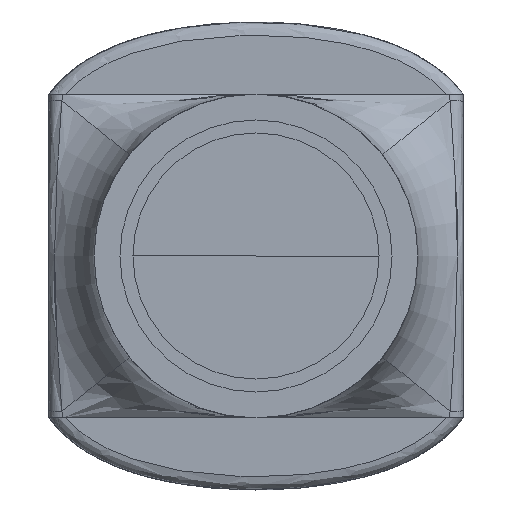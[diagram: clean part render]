
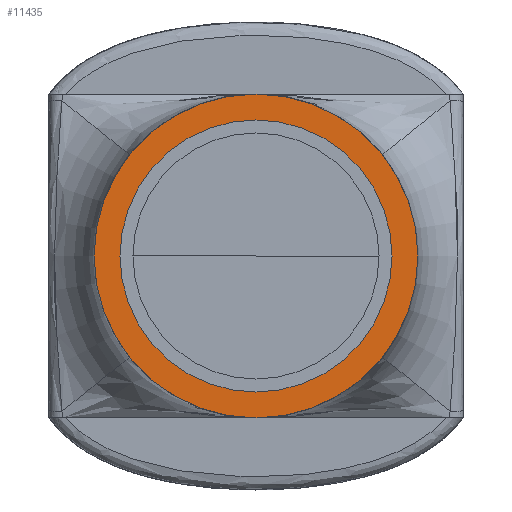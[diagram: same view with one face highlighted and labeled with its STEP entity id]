
A CAD part, front view. The second image highlights one B-rep face of the part: STEP entity #11435.
In plain terms, the highlighted planar face has unit normal (0, -1, 0).
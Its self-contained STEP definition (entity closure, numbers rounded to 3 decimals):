
#543=FACE_BOUND('',#2252,.T.);
#942=CIRCLE('',#12262,21.);
#944=CIRCLE('',#12265,25.);
#1535=FACE_OUTER_BOUND('',#2251,.T.);
#2251=EDGE_LOOP('',(#9892));
#2252=EDGE_LOOP('',(#9893));
#5370=VERTEX_POINT('',#23431);
#5372=VERTEX_POINT('',#23437);
#6910=EDGE_CURVE('',#5370,#5370,#942,.T.);
#6913=EDGE_CURVE('',#5372,#5372,#944,.T.);
#9892=ORIENTED_EDGE('',*,*,#6913,.T.);
#9893=ORIENTED_EDGE('',*,*,#6910,.T.);
#10890=PLANE('',#12264);
#11435=ADVANCED_FACE('',(#1535,#543),#10890,.T.);
#12262=AXIS2_PLACEMENT_3D('',#23432,#14439,#14440);
#12264=AXIS2_PLACEMENT_3D('',#23436,#14444,#14445);
#12265=AXIS2_PLACEMENT_3D('',#23438,#14446,#14447);
#14439=DIRECTION('center_axis',(0.,1.,0.));
#14440=DIRECTION('ref_axis',(1.,0.,0.));
#14444=DIRECTION('center_axis',(0.,-1.,0.));
#14445=DIRECTION('ref_axis',(1.,0.,0.));
#14446=DIRECTION('center_axis',(0.,-1.,0.));
#14447=DIRECTION('ref_axis',(1.,0.,0.));
#23431=CARTESIAN_POINT('',(-21.,-120.,25.));
#23432=CARTESIAN_POINT('Origin',(0.,-120.,
25.));
#23436=CARTESIAN_POINT('Origin',(0.,-120.,
25.));
#23437=CARTESIAN_POINT('',(-25.,-120.,25.));
#23438=CARTESIAN_POINT('Origin',(0.,-120.,
25.));
